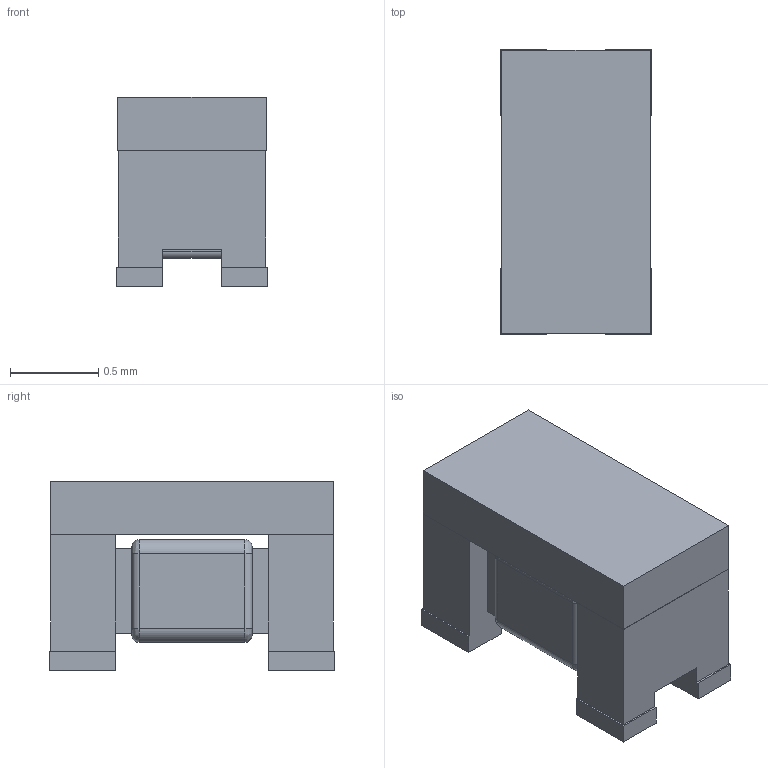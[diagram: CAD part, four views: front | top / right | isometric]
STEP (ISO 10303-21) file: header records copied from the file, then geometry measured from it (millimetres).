
FILE_DESCRIPTION(('FreeCAD Model'),'2;1');
FILE_NAME('Coilcraft-0603USB-DEFAULT.step', '2018-09-26T20:33:56',('kicad StepUp'),('ksu MCAD'), 'Open CASCADE STEP processor 7.2','FreeCAD','Unknown');
FILE_SCHEMA(('AUTOMOTIVE_DESIGN { 1 0 10303 214 1 1 1 1 }'));
Length unit declared in the file: millimetre
Products named in the file (1): Coilcraft-0603USB-DEFAULT
Bounding box: 0.86 x 1.62 x 1.07 mm (x, y, z)
Volume: 1.1 mm3; surface area: 9.5 mm2
Topology: 1 solids, 1 shells, 74 faces, 200 edges, 128 vertices
Faces by surface type: plane 54, cylinder 12, bspline 8
Entity records: 2920 total; most frequent: CARTESIAN_POINT 619, ORIENTED_EDGE 400, DIRECTION 326, EDGE_CURVE 200, LINE 144, VECTOR 144, VERTEX_POINT 128, AXIS2_PLACEMENT_3D 91
